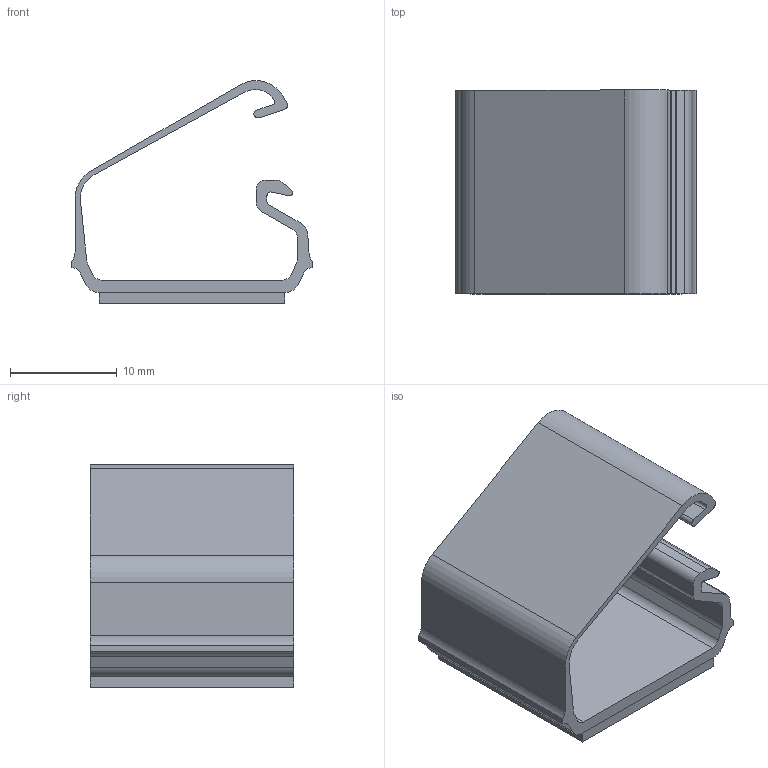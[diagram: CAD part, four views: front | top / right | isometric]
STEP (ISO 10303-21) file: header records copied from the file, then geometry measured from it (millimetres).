
FILE_DESCRIPTION(/* description */ (''),/* implementation_level */ '2;1');
FILE_NAME(/* name */ 'LC3-A.stp',/* time_stamp */ '2013-03-15T13:38:36-05:00',/* author */ (''),/* organization */ (''),/* preprocessor_version */ 'ST-DEVELOPER v11',/* originating_system */ 'SIEMENS PLM Software NX 7.5',/* authorisation */ '');
FILE_SCHEMA (('CONFIG_CONTROL_DESIGN'));
Length unit declared in the file: inch
Products named in the file (1): 10B015IU_00
Bounding box: 22.49 x 19.05 x 20.84 mm (x, y, z)
Volume: 1504.3 mm3; surface area: 3461.5 mm2
Topology: 2 solids, 2 shells, 57 faces, 159 edges, 106 vertices
Faces by surface type: plane 32, cylinder 25
Entity records: 1929 total; most frequent: DIRECTION 325, CARTESIAN_POINT 323, ORIENTED_EDGE 318, EDGE_CURVE 159, LINE 109, VECTOR 109, AXIS2_PLACEMENT_3D 108, VERTEX_POINT 106
